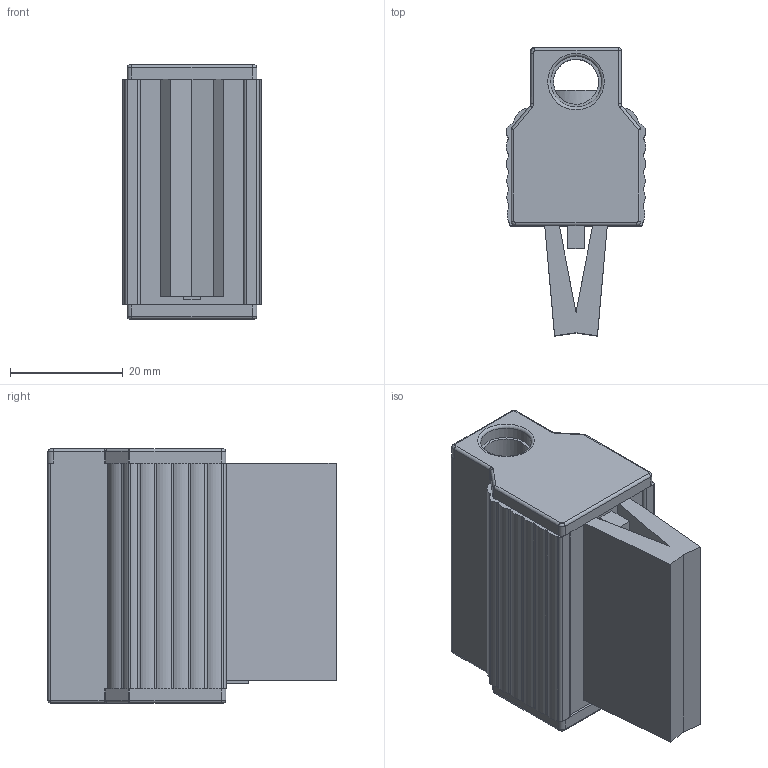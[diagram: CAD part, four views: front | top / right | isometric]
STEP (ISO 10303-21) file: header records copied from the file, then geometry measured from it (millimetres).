
FILE_DESCRIPTION(/* description */ (''),/* implementation_level */ '2;1');
FILE_NAME(/* name */ '2035_Negyszogletes_kefe_L40',/* time_stamp */ '2020-02-14T09:10:59+01:00',/* author */ ('VĂ©gh MĂˇtĂ©'),/* organization */ ('Bearing Kft'),/* preprocessor_version */ 'ST-DEVELOPER v16.7',/* originating_system */ 'DEX',/* authorisation */ $);
FILE_SCHEMA (('AUTOMOTIVE_DESIGN {1 0 10303 214 3 1 1}'));
Length unit declared in the file: millimetre
Products named in the file (1): 2035_Negyszogletes_kefe_L40
Bounding box: 24.71 x 51 x 45 mm (x, y, z)
Volume: 32635.4 mm3; surface area: 10731.7 mm2
Topology: 1 solids, 1 shells, 148 faces, 384 edges, 234 vertices
Faces by surface type: cylinder 77, plane 52, torus 12, sphere 6, cone 1
Full cylindrical faces by diameter (mm): 3 x1, 5 x1, 8 x2, 9 x2, 11.445 x1
Entity records: 4561 total; most frequent: CARTESIAN_POINT 892, DIRECTION 822, ORIENTED_EDGE 728, EDGE_CURVE 364, AXIS2_PLACEMENT_3D 319, VERTEX_POINT 230, LINE 184, VECTOR 184
